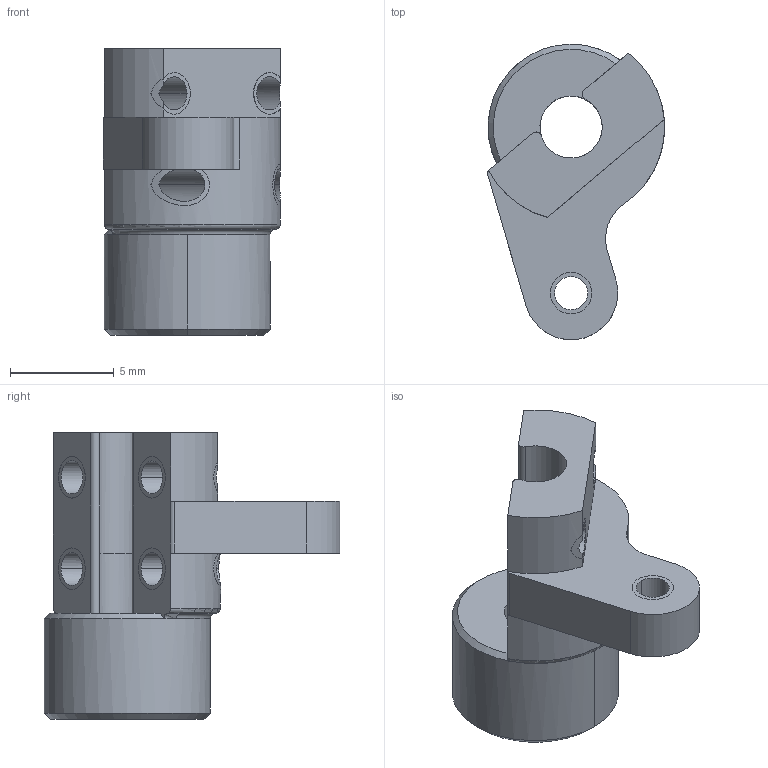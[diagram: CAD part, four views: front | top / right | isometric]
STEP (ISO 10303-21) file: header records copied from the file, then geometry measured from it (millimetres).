
FILE_DESCRIPTION((''),'2;1');
FILE_NAME('IC_011_P_027','2021-09-07T17:14:35',('silo-mech'),(''),'CREO PARAMETRIC BY PTC INC, 2020454','CREO PARAMETRIC BY PTC INC, 2020454','');
FILE_SCHEMA(('CONFIG_CONTROL_DESIGN'));
Length unit declared in the file: millimetre
Products named in the file (1): IC_011_P_027
Bounding box: 8.53 x 14.25 x 13.8 mm (x, y, z)
Volume: 481.9 mm3; surface area: 810.2 mm2
Topology: 1 solids, 7 shells, 55 faces, 173 edges, 117 vertices
Faces by surface type: cylinder 35, plane 14, cone 4, torus 2
Entity records: 2228 total; most frequent: CARTESIAN_POINT 617, DIRECTION 340, ORIENTED_EDGE 310, EDGE_CURVE 173, AXIS2_PLACEMENT_3D 137, VERTEX_POINT 117, CIRCLE 81, VECTOR 66
